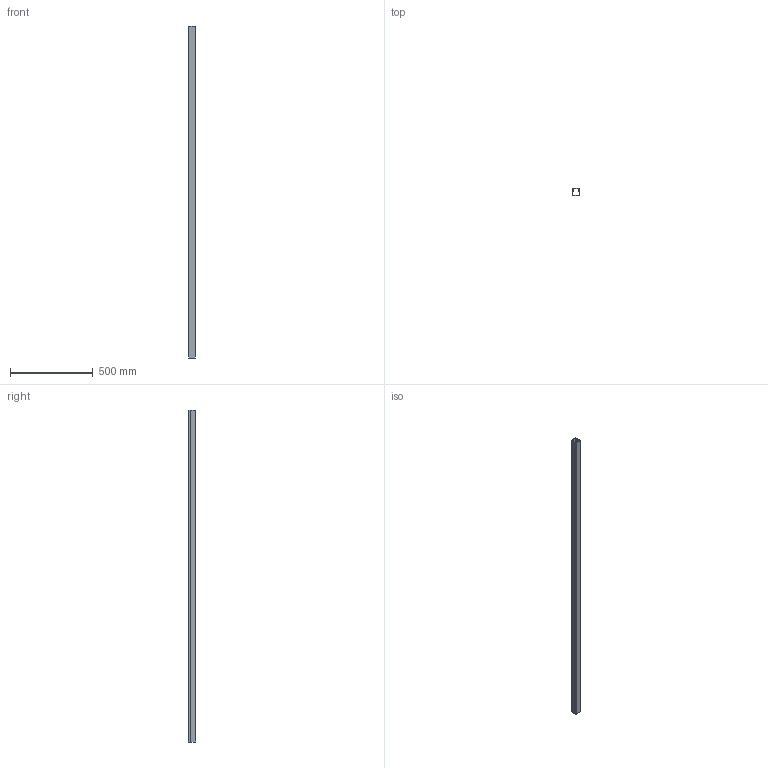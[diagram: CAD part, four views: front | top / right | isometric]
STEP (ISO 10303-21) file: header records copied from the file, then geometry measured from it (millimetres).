
FILE_DESCRIPTION(/* description */ (''),/* implementation_level */ '2;1');
FILE_NAME(/* name */ '6248497',/* time_stamp */ '2013-10-29T14:39:25+01:00',/* author */ (''),/* organization */ (''),/* preprocessor_version */ 'ST-DEVELOPER v15',/* originating_system */ '',/* authorisation */ '');
FILE_SCHEMA (('CONFIG_CONTROL_DESIGN'));
Length unit declared in the file: millimetre
Products named in the file (1): Document
Bounding box: 40.05 x 43.13 x 2000 mm (x, y, z)
Volume: 194451.6 mm3; surface area: 809849.7 mm2
Topology: 1 solids, 2 shells, 59 faces, 172 edges, 115 vertices
Faces by surface type: bspline 45, plane 14
Entity records: 2347 total; most frequent: CARTESIAN_POINT 1365, ORIENTED_EDGE 332, EDGE_CURVE 170, VERTEX_POINT 113, ADVANCED_FACE 59, FACE_OUTER_BOUND 59, EDGE_LOOP 59, B_SPLINE_CURVE_WITH_KNOTS 41
